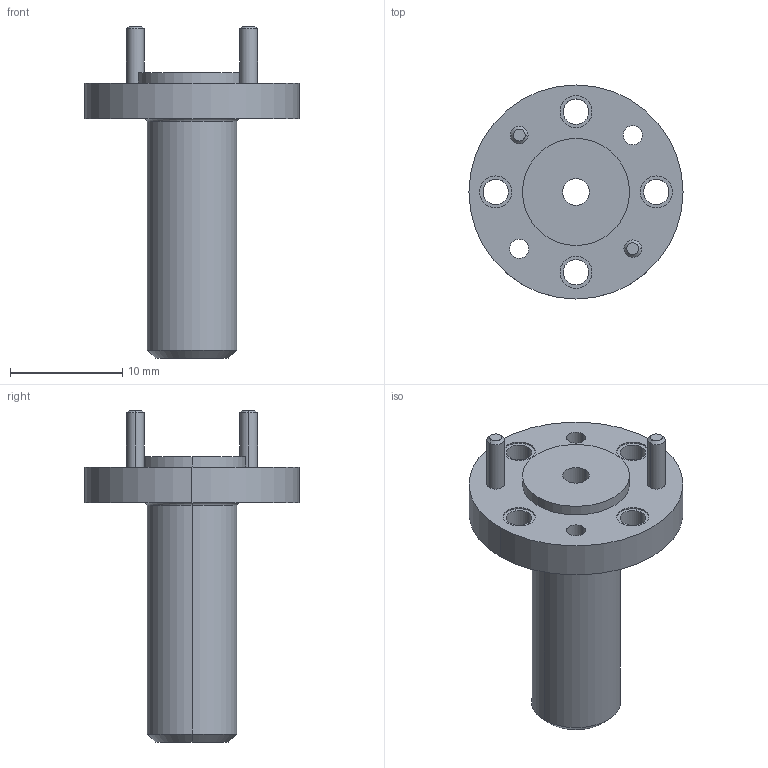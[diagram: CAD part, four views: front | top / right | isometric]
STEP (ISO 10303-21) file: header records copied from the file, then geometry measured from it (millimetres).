
FILE_DESCRIPTION (( 'STEP AP214' ), '1' );
FILE_NAME ('PEWAN1049-FMWAN1049.step', '2021-05-25T15:53:21', ( '' ), ( '' ), 'SwSTEP 2.0', 'SolidWorks 2020', '' );
FILE_SCHEMA (( 'AUTOMOTIVE_DESIGN' ));
Length unit declared in the file: inch
Products named in the file (1): PEWAN1049-FMWAN1049
Bounding box: 19.05 x 19.05 x 29.54 mm (x, y, z)
Volume: 1681.4 mm3; surface area: 1707.8 mm2
Topology: 1 solids, 3 shells, 78 faces, 168 edges, 106 vertices
Faces by surface type: cylinder 44, plane 16, cone 12, torus 6
Entity records: 2284 total; most frequent: DIRECTION 438, CARTESIAN_POINT 353, ORIENTED_EDGE 336, AXIS2_PLACEMENT_3D 191, EDGE_CURVE 168, CIRCLE 112, VERTEX_POINT 106, EDGE_LOOP 106
